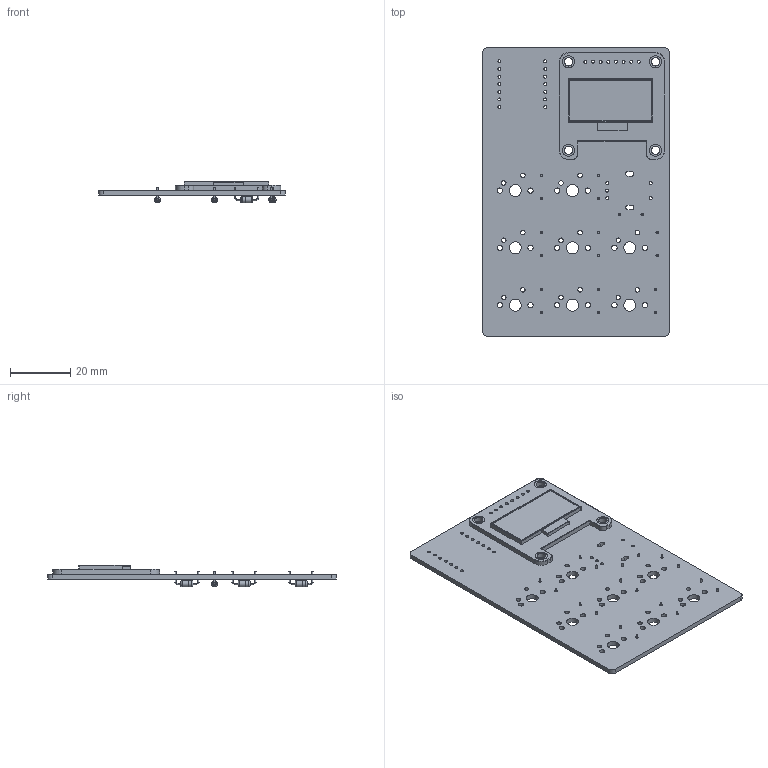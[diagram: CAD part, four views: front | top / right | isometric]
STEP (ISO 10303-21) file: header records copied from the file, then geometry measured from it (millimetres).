
FILE_DESCRIPTION(('KiCad electronic assembly'),'2;1');
FILE_NAME('iCtrl PCB.step','2024-10-06T22:53:56',('Pcbnew'),('Kicad'), 'Open CASCADE STEP processor 7.7','KiCad to STEP converter','Unknown' );
FILE_SCHEMA(('AUTOMOTIVE_DESIGN { 1 0 10303 214 1 1 1 1 }'));
Length unit declared in the file: millimetre
Products named in the file (6): iCtrl PCB 1; Adafruit_SSD1306; D_DO-35_SOD27_P7.62mm_Horizontal; iCtrl_PCB
Assembly tree (13 placements, depth 3):
  iCtrl PCB 1
    Adafruit_SSD1306
      Adafruit_SSD1306
    D_DO-35_SOD27_P7.62mm_Horizontal  x9
      D_DO-35_SOD27_P7.62mm_Horizontal
    iCtrl_PCB
Bounding box: 62 x 96 x 7.21 mm (x, y, z)
Volume: 11568.6 mm3; surface area: 15730.2 mm2
Topology: 20 solids, 20 shells, 349 faces, 769 edges, 478 vertices
Faces by surface type: cylinder 204, plane 97, torus 42, sphere 6
Full cylindrical faces by diameter (mm): 0.5 x27, 0.8 x18, 1 x35, 1.5 x16, 1.75 x16, 2 x18, 2.02 x9, 2.7 x4, 2.8 x8, 4 x12
Entity records: 8244 total; most frequent: DIRECTION 1367, CARTESIAN_POINT 1172, ORIENTED_EDGE 1142, EDGE_CURVE 571, AXIS2_PLACEMENT_3D 561, FACE_BOUND 435, EDGE_LOOP 435, VERTEX_POINT 366
